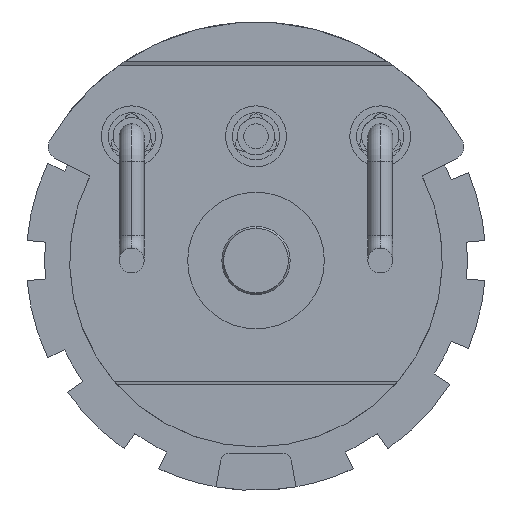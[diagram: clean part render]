
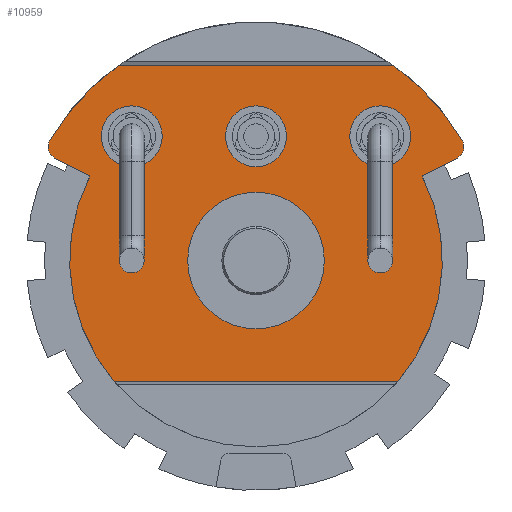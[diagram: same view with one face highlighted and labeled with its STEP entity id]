
A CAD part, front view. The second image highlights one B-rep face of the part: STEP entity #10959.
In plain terms, the highlighted planar face has unit normal (0, -1, 0).
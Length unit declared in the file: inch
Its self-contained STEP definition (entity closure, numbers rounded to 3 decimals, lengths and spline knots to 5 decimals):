
#362=CARTESIAN_POINT('',(0.,-0.072,0.));
#363=DIRECTION('',(0.,1.,0.));
#364=DIRECTION('',(0.891,0.,0.454));
#365=AXIS2_PLACEMENT_3D('',#362,#363,#364);
#367=DIRECTION('',(-1.,0.,0.));
#368=VECTOR('',#367,0.22832);
#369=CARTESIAN_POINT('',(0.11416,-0.072,-0.0973));
#370=LINE('',#369,#368);
#371=CARTESIAN_POINT('',(0.,-0.072,0.));
#372=DIRECTION('',(0.,1.,0.));
#373=DIRECTION('',(-0.761,0.,-0.649));
#374=AXIS2_PLACEMENT_3D('',#371,#372,#373);
#376=CARTESIAN_POINT('',(-0.15738,-0.072,0.09141));
#377=DIRECTION('',(0.,1.,0.));
#378=DIRECTION('',(-0.454,0.,-0.891));
#379=AXIS2_PLACEMENT_3D('',#376,#377,#378);
#381=CARTESIAN_POINT('',(0.,-0.072,0.));
#382=DIRECTION('',(0.,1.,0.));
#383=DIRECTION('',(-0.865,0.,0.502));
#384=AXIS2_PLACEMENT_3D('',#381,#382,#383);
#386=CARTESIAN_POINT('',(0.,-0.072,0.));
#387=DIRECTION('',(0.,1.,0.));
#388=DIRECTION('',(0.573,0.,0.819));
#389=AXIS2_PLACEMENT_3D('',#386,#387,#388);
#391=CARTESIAN_POINT('',(0.15738,-0.072,0.09141));
#392=DIRECTION('',(0.,1.,0.));
#393=DIRECTION('',(0.865,0.,0.502));
#394=AXIS2_PLACEMENT_3D('',#391,#392,#393);
#396=CARTESIAN_POINT('',(0.,-0.072,0.));
#397=DIRECTION('',(0.,-1.,0.));
#398=DIRECTION('',(1.,0.,0.));
#399=AXIS2_PLACEMENT_3D('',#396,#397,#398);
#401=CARTESIAN_POINT('',(0.,-0.072,0.));
#402=DIRECTION('',(0.,-1.,0.));
#403=DIRECTION('',(-1.,0.,0.));
#404=AXIS2_PLACEMENT_3D('',#401,#402,#403);
#406=CARTESIAN_POINT('',(0.,-0.072,0.1));
#407=DIRECTION('',(0.,1.,0.));
#408=DIRECTION('',(0.,0.,-1.));
#409=AXIS2_PLACEMENT_3D('',#406,#407,#408);
#411=CARTESIAN_POINT('',(0.,-0.072,0.1));
#412=DIRECTION('',(0.,1.,0.));
#413=DIRECTION('',(0.,0.,1.));
#414=AXIS2_PLACEMENT_3D('',#411,#412,#413);
#416=CARTESIAN_POINT('',(-0.1,-0.072,0.1));
#417=DIRECTION('',(0.,1.,0.));
#418=DIRECTION('',(0.,0.,-1.));
#419=AXIS2_PLACEMENT_3D('',#416,#417,#418);
#421=CARTESIAN_POINT('',(-0.1,-0.072,0.1));
#422=DIRECTION('',(0.,1.,0.));
#423=DIRECTION('',(0.,0.,1.));
#424=AXIS2_PLACEMENT_3D('',#421,#422,#423);
#426=CARTESIAN_POINT('',(0.1,-0.072,0.1));
#427=DIRECTION('',(0.,-1.,0.));
#428=DIRECTION('',(0.,0.,-1.));
#429=AXIS2_PLACEMENT_3D('',#426,#427,#428);
#431=CARTESIAN_POINT('',(0.1,-0.072,0.1));
#432=DIRECTION('',(0.,-1.,0.));
#433=DIRECTION('',(0.,0.,1.));
#434=AXIS2_PLACEMENT_3D('',#431,#432,#433);
#571=DIRECTION('',(-0.891,0.,-0.454));
#572=VECTOR('',#571,0.03173);
#573=CARTESIAN_POINT('',(0.16192,-0.072,0.0825));
#574=LINE('',#573,#572);
#590=CARTESIAN_POINT('',(0.1101,-0.072,0.1573));
#592=DIRECTION('',(-1.,0.,0.));
#593=VECTOR('',#592,0.22019);
#594=CARTESIAN_POINT('',(0.1101,-0.072,0.1573));
#595=LINE('',#594,#593);
#596=CARTESIAN_POINT('',(-0.1101,-0.072,0.1573));
#614=DIRECTION('',(-0.891,0.,0.454));
#615=VECTOR('',#614,0.03173);
#616=CARTESIAN_POINT('',(-0.13365,-0.072,0.0681));
#617=LINE('',#616,#615);
#6378=CARTESIAN_POINT('',(-0.11416,-0.072,-0.0973));
#6380=CARTESIAN_POINT('',(0.11416,-0.072,-0.0973));
#9973=VERTEX_POINT('',#6380);
#9974=VERTEX_POINT('',#6378);
#9975=CARTESIAN_POINT('',(0.13365,-0.072,0.0681));
#9976=VERTEX_POINT('',#9975);
#9977=CARTESIAN_POINT('',(-0.13365,-0.072,0.0681));
#9978=VERTEX_POINT('',#9977);
#9979=CARTESIAN_POINT('',(-0.16192,-0.072,0.0825));
#9980=VERTEX_POINT('',#9979);
#9981=CARTESIAN_POINT('',(-0.16603,-0.072,0.09643));
#9982=VERTEX_POINT('',#9981);
#9983=VERTEX_POINT('',#596);
#9984=VERTEX_POINT('',#590);
#9985=CARTESIAN_POINT('',(0.16603,-0.072,0.09643));
#9986=VERTEX_POINT('',#9985);
#9987=CARTESIAN_POINT('',(0.16192,-0.072,0.0825));
#9988=VERTEX_POINT('',#9987);
#10085=CARTESIAN_POINT('',(0.055,-0.072,0.));
#10086=CARTESIAN_POINT('',(-0.055,-0.072,0.));
#10087=VERTEX_POINT('',#10085);
#10088=VERTEX_POINT('',#10086);
#10097=CARTESIAN_POINT('',(0.,-0.072,0.0755));
#10098=CARTESIAN_POINT('',(0.,-0.072,0.1245));
#10099=VERTEX_POINT('',#10097);
#10100=VERTEX_POINT('',#10098);
#10125=CARTESIAN_POINT('',(-0.1,-0.072,0.0755));
#10126=CARTESIAN_POINT('',(-0.1,-0.072,0.1245));
#10127=VERTEX_POINT('',#10125);
#10128=VERTEX_POINT('',#10126);
#10153=CARTESIAN_POINT('',(0.1,-0.072,0.0755));
#10154=CARTESIAN_POINT('',(0.1,-0.072,0.1245));
#10155=VERTEX_POINT('',#10153);
#10156=VERTEX_POINT('',#10154);
#10909=CARTESIAN_POINT('',(0.20088,-0.072,-0.0973));
#10910=DIRECTION('',(0.,1.,0.));
#10911=DIRECTION('',(0.,0.,1.));
#10912=AXIS2_PLACEMENT_3D('',#10909,#10910,#10911);
#10913=PLANE('',#10912);
#10915=ORIENTED_EDGE('',*,*,#10914,.T.);
#10917=ORIENTED_EDGE('',*,*,#10916,.T.);
#10919=ORIENTED_EDGE('',*,*,#10918,.T.);
#10921=ORIENTED_EDGE('',*,*,#10920,.T.);
#10923=ORIENTED_EDGE('',*,*,#10922,.T.);
#10925=ORIENTED_EDGE('',*,*,#10924,.T.);
#10927=ORIENTED_EDGE('',*,*,#10926,.F.);
#10929=ORIENTED_EDGE('',*,*,#10928,.T.);
#10931=ORIENTED_EDGE('',*,*,#10930,.T.);
#10933=ORIENTED_EDGE('',*,*,#10932,.T.);
#10934=EDGE_LOOP('',(#10915,#10917,#10919,#10921,#10923,#10925,#10927,#10929,
#10931,#10933));
#10935=FACE_OUTER_BOUND('',#10934,.F.);
#10937=ORIENTED_EDGE('',*,*,#10936,.T.);
#10939=ORIENTED_EDGE('',*,*,#10938,.T.);
#10940=EDGE_LOOP('',(#10937,#10939));
#10941=FACE_BOUND('',#10940,.F.);
#10943=ORIENTED_EDGE('',*,*,#10942,.F.);
#10945=ORIENTED_EDGE('',*,*,#10944,.F.);
#10946=EDGE_LOOP('',(#10943,#10945));
#10947=FACE_BOUND('',#10946,.F.);
#10949=ORIENTED_EDGE('',*,*,#10948,.F.);
#10950=ORIENTED_EDGE('',*,*,#10899,.F.);
#10951=EDGE_LOOP('',(#10949,#10950));
#10952=FACE_BOUND('',#10951,.F.);
#10954=ORIENTED_EDGE('',*,*,#10953,.T.);
#10956=ORIENTED_EDGE('',*,*,#10955,.T.);
#10957=EDGE_LOOP('',(#10954,#10956));
#10958=FACE_BOUND('',#10957,.F.);
#10959=ADVANCED_FACE('',(#10935,#10941,#10947,#10952,#10958),#10913,.F.);
#366=CIRCLE('',#365,0.15);
#375=CIRCLE('',#374,0.15);
#380=CIRCLE('',#379,0.01);
#385=CIRCLE('',#384,0.192);
#390=CIRCLE('',#389,0.192);
#395=CIRCLE('',#394,0.01);
#400=CIRCLE('',#399,0.055);
#405=CIRCLE('',#404,0.055);
#410=CIRCLE('',#409,0.0245);
#415=CIRCLE('',#414,0.0245);
#420=CIRCLE('',#419,0.0245);
#425=CIRCLE('',#424,0.0245);
#430=CIRCLE('',#429,0.0245);
#435=CIRCLE('',#434,0.0245);
#10899=EDGE_CURVE('',#10128,#10127,#425,.T.);
#10914=EDGE_CURVE('',#9976,#9973,#366,.T.);
#10916=EDGE_CURVE('',#9973,#9974,#370,.T.);
#10918=EDGE_CURVE('',#9974,#9978,#375,.T.);
#10920=EDGE_CURVE('',#9978,#9980,#617,.T.);
#10922=EDGE_CURVE('',#9980,#9982,#380,.T.);
#10924=EDGE_CURVE('',#9982,#9983,#385,.T.);
#10926=EDGE_CURVE('',#9984,#9983,#595,.T.);
#10928=EDGE_CURVE('',#9984,#9986,#390,.T.);
#10930=EDGE_CURVE('',#9986,#9988,#395,.T.);
#10932=EDGE_CURVE('',#9988,#9976,#574,.T.);
#10936=EDGE_CURVE('',#10087,#10088,#400,.T.);
#10938=EDGE_CURVE('',#10088,#10087,#405,.T.);
#10942=EDGE_CURVE('',#10099,#10100,#410,.T.);
#10944=EDGE_CURVE('',#10100,#10099,#415,.T.);
#10948=EDGE_CURVE('',#10127,#10128,#420,.T.);
#10953=EDGE_CURVE('',#10155,#10156,#430,.T.);
#10955=EDGE_CURVE('',#10156,#10155,#435,.T.);
